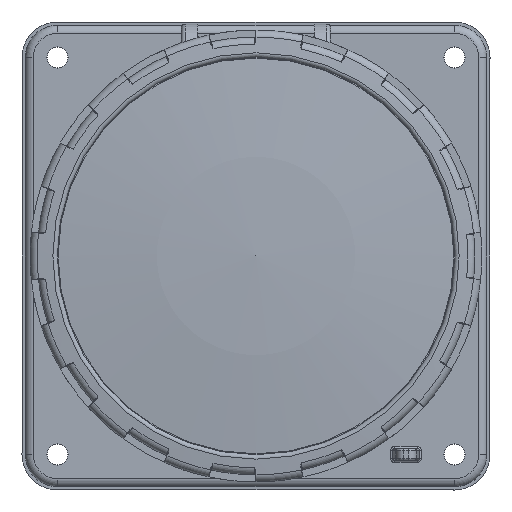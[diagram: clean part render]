
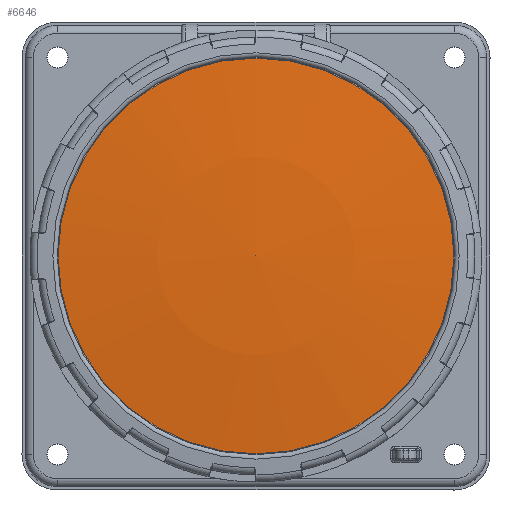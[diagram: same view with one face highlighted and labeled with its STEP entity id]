
A CAD part, front view. The second image highlights one B-rep face of the part: STEP entity #6646.
In plain terms, the highlighted spherical face has radius 457.5 mm.
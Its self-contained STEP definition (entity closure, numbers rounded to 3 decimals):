
#1203=SPHERICAL_SURFACE('',#52140,457.5);
#4082=FACE_OUTER_BOUND('',#18856,.T.);
#6646=ADVANCED_FACE('',(#4082),#1203,.T.);
#18856=EDGE_LOOP('',(#22742));
#22742=ORIENTED_EDGE('',*,*,#42349,.T.);
#37382=VERTEX_POINT('',#72134);
#42349=EDGE_CURVE('',#37382,#37382,#49643,.T.);
#49643=CIRCLE('',#52139,49.05);
#52139=AXIS2_PLACEMENT_3D('',#72133,#57769,#57770);
#52140=AXIS2_PLACEMENT_3D('',#72135,#57771,#57772);
#57769=DIRECTION('',(0.,-1.,0.));
#57770=DIRECTION('',(0.,0.,1.));
#57771=DIRECTION('',(0.,-1.,0.));
#57772=DIRECTION('',(0.,0.,-1.));
#72133=CARTESIAN_POINT('',(-15.575,-71.438,0.));
#72134=CARTESIAN_POINT('',(-15.575,-71.438,49.05));
#72135=CARTESIAN_POINT('',(-15.575,383.425,0.));
